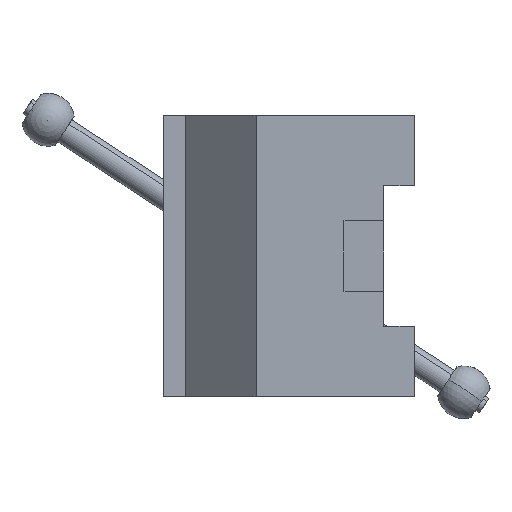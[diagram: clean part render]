
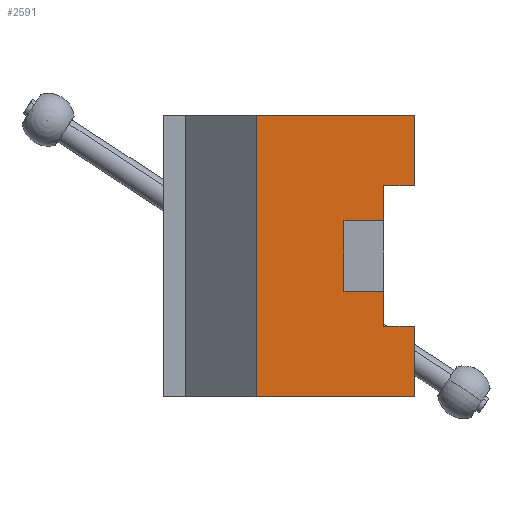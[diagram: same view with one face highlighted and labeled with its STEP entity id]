
A CAD part, left-side view. The second image highlights one B-rep face of the part: STEP entity #2591.
In plain terms, the highlighted planar face has unit normal (-1, 0, 0).
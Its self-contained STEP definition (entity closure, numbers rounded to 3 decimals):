
#16 = CARTESIAN_POINT ( 'NONE',  ( -72., -8., 32. ) ) ;
#29 = LINE ( 'NONE', #497, #1214 ) ;
#39 = LINE ( 'NONE', #2402, #2940 ) ;
#64 = VERTEX_POINT ( 'NONE', #866 ) ;
#121 = CARTESIAN_POINT ( 'NONE',  ( -72., -1., -8. ) ) ;
#128 = LINE ( 'NONE', #2874, #2516 ) ;
#148 = DIRECTION ( 'NONE',  ( 0., 0., -1. ) ) ;
#182 = CARTESIAN_POINT ( 'NONE',  ( -72., 8., 8. ) ) ;
#185 = DIRECTION ( 'NONE',  ( 0., 0., -1. ) ) ;
#246 = DIRECTION ( 'NONE',  ( 0., 0., -1. ) ) ;
#247 = LINE ( 'NONE', #966, #2387 ) ;
#336 = FACE_OUTER_BOUND ( 'NONE', #1085, .T. ) ;
#337 = VERTEX_POINT ( 'NONE', #1869 ) ;
#352 = VERTEX_POINT ( 'NONE', #2784 ) ;
#384 = ORIENTED_EDGE ( 'NONE', *, *, #2699, .F. ) ;
#386 = LINE ( 'NONE', #876, #1662 ) ;
#472 = CARTESIAN_POINT ( 'NONE',  ( -72., -1., -8. ) ) ;
#484 = VECTOR ( 'NONE', #246, 1000. ) ;
#497 = CARTESIAN_POINT ( 'NONE',  ( -72., -1., 8. ) ) ;
#590 = CARTESIAN_POINT ( 'NONE',  ( -72., -8., -16. ) ) ;
#601 = VERTEX_POINT ( 'NONE', #2294 ) ;
#678 = ORIENTED_EDGE ( 'NONE', *, *, #2570, .F. ) ;
#701 = LINE ( 'NONE', #2815, #1202 ) ;
#754 = ORIENTED_EDGE ( 'NONE', *, *, #819, .F. ) ;
#768 = VERTEX_POINT ( 'NONE', #2379 ) ;
#819 = EDGE_CURVE ( 'NONE', #2607, #768, #247, .T. ) ;
#850 = LINE ( 'NONE', #1127, #1535 ) ;
#866 = CARTESIAN_POINT ( 'NONE',  ( -72., 28., 32. ) ) ;
#873 = CARTESIAN_POINT ( 'NONE',  ( -72., -1., 16. ) ) ;
#876 = CARTESIAN_POINT ( 'NONE',  ( -72., -8., 32. ) ) ;
#884 = DIRECTION ( 'NONE',  ( 0., 0., -1. ) ) ;
#917 = EDGE_CURVE ( 'NONE', #64, #1086, #39, .T. ) ;
#965 = VECTOR ( 'NONE', #884, 1000. ) ;
#966 = CARTESIAN_POINT ( 'NONE',  ( -72., -1., 16. ) ) ;
#989 = DIRECTION ( 'NONE',  ( 0., -1., 0. ) ) ;
#1076 = VECTOR ( 'NONE', #2193, 1000. ) ;
#1085 = EDGE_LOOP ( 'NONE', ( #754, #2329, #1902, #2097, #1382, #2493, #2676, #2103, #384, #1268, #678, #1658 ) ) ;
#1086 = VERTEX_POINT ( 'NONE', #16 ) ;
#1107 = VERTEX_POINT ( 'NONE', #2540 ) ;
#1118 = DIRECTION ( 'NONE',  ( 1., 0., 0. ) ) ;
#1121 = VERTEX_POINT ( 'NONE', #1854 ) ;
#1127 = CARTESIAN_POINT ( 'NONE',  ( -72., -1., -16. ) ) ;
#1202 = VECTOR ( 'NONE', #1211, 1000. ) ;
#1211 = DIRECTION ( 'NONE',  ( 0., -1., 0. ) ) ;
#1214 = VECTOR ( 'NONE', #2811, 1000. ) ;
#1228 = CARTESIAN_POINT ( 'NONE',  ( -72., -8., -16. ) ) ;
#1238 = VERTEX_POINT ( 'NONE', #1228 ) ;
#1242 = DIRECTION ( 'NONE',  ( 0., -1., 0. ) ) ;
#1245 = AXIS2_PLACEMENT_3D ( 'NONE', #1570, #1118, #2952 ) ;
#1268 = ORIENTED_EDGE ( 'NONE', *, *, #2750, .F. ) ;
#1316 = EDGE_CURVE ( 'NONE', #1086, #1121, #386, .T. ) ;
#1375 = DIRECTION ( 'NONE',  ( 0., 0., -1. ) ) ;
#1380 = LINE ( 'NONE', #472, #2217 ) ;
#1382 = ORIENTED_EDGE ( 'NONE', *, *, #2260, .T. ) ;
#1410 = EDGE_CURVE ( 'NONE', #1238, #601, #2382, .T. ) ;
#1447 = EDGE_CURVE ( 'NONE', #337, #1238, #1738, .T. ) ;
#1516 = VECTOR ( 'NONE', #148, 1000. ) ;
#1535 = VECTOR ( 'NONE', #1375, 1000. ) ;
#1553 = DIRECTION ( 'NONE',  ( 0., 1., 0. ) ) ;
#1570 = CARTESIAN_POINT ( 'NONE',  ( -72., 8., 32. ) ) ;
#1658 = ORIENTED_EDGE ( 'NONE', *, *, #2496, .F. ) ;
#1662 = VECTOR ( 'NONE', #185, 1000. ) ;
#1685 = LINE ( 'NONE', #1870, #484 ) ;
#1734 = VERTEX_POINT ( 'NONE', #121 ) ;
#1738 = LINE ( 'NONE', #590, #1076 ) ;
#1763 = CARTESIAN_POINT ( 'NONE',  ( -72., -8., 32. ) ) ;
#1802 = EDGE_CURVE ( 'NONE', #1121, #2607, #128, .T. ) ;
#1854 = CARTESIAN_POINT ( 'NONE',  ( -72., -8., 16. ) ) ;
#1869 = CARTESIAN_POINT ( 'NONE',  ( -72., -1., -16. ) ) ;
#1870 = CARTESIAN_POINT ( 'NONE',  ( -72., 28., 32. ) ) ;
#1879 = VERTEX_POINT ( 'NONE', #2642 ) ;
#1902 = ORIENTED_EDGE ( 'NONE', *, *, #1316, .F. ) ;
#1929 = DIRECTION ( 'NONE',  ( 0., 0., -1. ) ) ;
#2097 = ORIENTED_EDGE ( 'NONE', *, *, #917, .F. ) ;
#2103 = ORIENTED_EDGE ( 'NONE', *, *, #1447, .F. ) ;
#2193 = DIRECTION ( 'NONE',  ( 0., -1., 0. ) ) ;
#2217 = VECTOR ( 'NONE', #989, 1000. ) ;
#2260 = EDGE_CURVE ( 'NONE', #64, #352, #1685, .T. ) ;
#2277 = PLANE ( 'NONE',  #1245 ) ;
#2294 = CARTESIAN_POINT ( 'NONE',  ( -72., -8., -32. ) ) ;
#2329 = ORIENTED_EDGE ( 'NONE', *, *, #1802, .F. ) ;
#2379 = CARTESIAN_POINT ( 'NONE',  ( -72., -1., 8. ) ) ;
#2382 = LINE ( 'NONE', #1763, #1516 ) ;
#2387 = VECTOR ( 'NONE', #1929, 1000. ) ;
#2402 = CARTESIAN_POINT ( 'NONE',  ( -72., 8., 32. ) ) ;
#2493 = ORIENTED_EDGE ( 'NONE', *, *, #2939, .T. ) ;
#2496 = EDGE_CURVE ( 'NONE', #768, #1107, #29, .T. ) ;
#2516 = VECTOR ( 'NONE', #1553, 1000. ) ;
#2540 = CARTESIAN_POINT ( 'NONE',  ( -72., 8., 8. ) ) ;
#2570 = EDGE_CURVE ( 'NONE', #1107, #1879, #2716, .T. ) ;
#2591 = ADVANCED_FACE ( 'NONE', ( #336 ), #2277, .F. ) ;
#2607 = VERTEX_POINT ( 'NONE', #873 ) ;
#2642 = CARTESIAN_POINT ( 'NONE',  ( -72., 8., -8. ) ) ;
#2676 = ORIENTED_EDGE ( 'NONE', *, *, #1410, .F. ) ;
#2699 = EDGE_CURVE ( 'NONE', #1734, #337, #850, .T. ) ;
#2716 = LINE ( 'NONE', #182, #965 ) ;
#2750 = EDGE_CURVE ( 'NONE', #1879, #1734, #1380, .T. ) ;
#2784 = CARTESIAN_POINT ( 'NONE',  ( -72., 28., -32. ) ) ;
#2811 = DIRECTION ( 'NONE',  ( 0., 1., 0. ) ) ;
#2815 = CARTESIAN_POINT ( 'NONE',  ( -72., 8., -32. ) ) ;
#2874 = CARTESIAN_POINT ( 'NONE',  ( -72., -8., 16. ) ) ;
#2939 = EDGE_CURVE ( 'NONE', #352, #601, #701, .T. ) ;
#2940 = VECTOR ( 'NONE', #1242, 1000. ) ;
#2952 = DIRECTION ( 'NONE',  ( 0., 0., -1. ) ) ;
